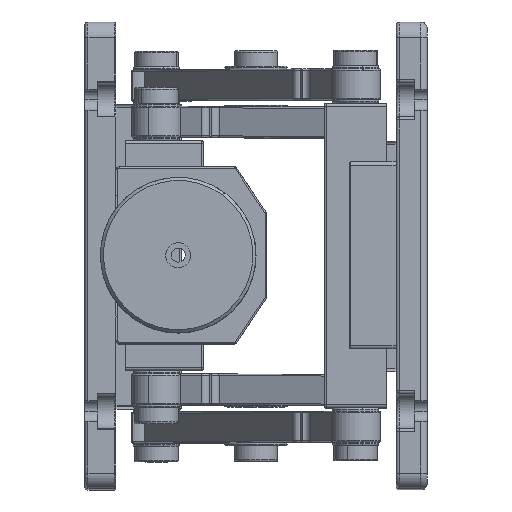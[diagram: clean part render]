
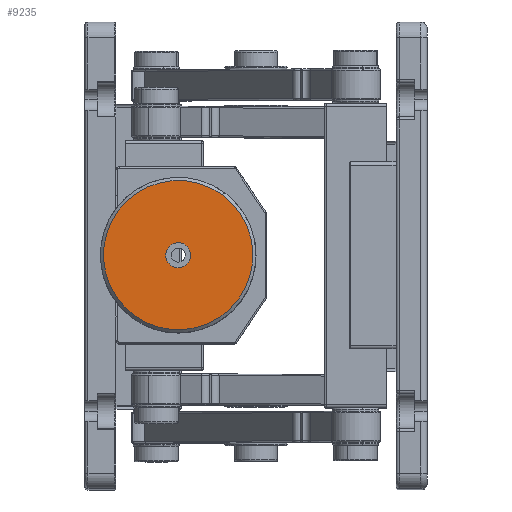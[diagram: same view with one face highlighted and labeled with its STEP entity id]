
A CAD part, top view. The second image highlights one B-rep face of the part: STEP entity #9235.
In plain terms, the highlighted planar face has unit normal (0, 0, 1).
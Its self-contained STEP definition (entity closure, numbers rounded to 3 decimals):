
#1644 = DIRECTION ( 'NONE',  ( 0., 0., 1. ) ) ;
#3937 = CARTESIAN_POINT ( 'NONE',  ( -80., 0., 159. ) ) ;
#8424 = DIRECTION ( 'NONE',  ( -0.588, -0.809, 0. ) ) ;
#9235 = ADVANCED_FACE ( 'NONE', ( #36669, #25350 ), #51729, .F. ) ;
#9816 = DIRECTION ( 'NONE',  ( -0.588, -0.809, 0. ) ) ;
#11162 = VERTEX_POINT ( 'NONE', #44124 ) ;
#12234 = DIRECTION ( 'NONE',  ( 0., 0., 1. ) ) ;
#13161 = EDGE_LOOP ( 'NONE', ( #52497, #50002 ) ) ;
#14906 = VERTEX_POINT ( 'NONE', #52906 ) ;
#16029 = CIRCLE ( 'NONE', #22762, 24. ) ;
#17024 = DIRECTION ( 'NONE',  ( 0.588, 0.809, 0. ) ) ;
#17719 = CARTESIAN_POINT ( 'NONE',  ( -80.405, 0.294, 159. ) ) ;
#20704 = EDGE_CURVE ( 'NONE', #11162, #14906, #50306, .T. ) ;
#21107 = CARTESIAN_POINT ( 'NONE',  ( -80., 0., 159. ) ) ;
#22185 = CARTESIAN_POINT ( 'NONE',  ( -65.893, 19.416, 159. ) ) ;
#22666 = EDGE_CURVE ( 'NONE', #40934, #25376, #52087, .T. ) ;
#22762 = AXIS2_PLACEMENT_3D ( 'NONE', #43500, #1644, #31380 ) ;
#22980 = CARTESIAN_POINT ( 'NONE',  ( -80., 0., 159. ) ) ;
#23963 = CIRCLE ( 'NONE', #43197, 4. ) ;
#24115 = AXIS2_PLACEMENT_3D ( 'NONE', #17719, #43766, #8424 ) ;
#25350 = FACE_OUTER_BOUND ( 'NONE', #13161, .T. ) ;
#25376 = VERTEX_POINT ( 'NONE', #22185 ) ;
#31380 = DIRECTION ( 'NONE',  ( -0.588, -0.809, 0. ) ) ;
#33714 = DIRECTION ( 'NONE',  ( 0., 0., 1. ) ) ;
#34453 = ORIENTED_EDGE ( 'NONE', *, *, #54328, .F. ) ;
#35963 = AXIS2_PLACEMENT_3D ( 'NONE', #21107, #12234, #17024 ) ;
#36050 = AXIS2_PLACEMENT_3D ( 'NONE', #22980, #39358, #9816 ) ;
#36669 = FACE_BOUND ( 'NONE', #49152, .T. ) ;
#39358 = DIRECTION ( 'NONE',  ( 0., 0., 1. ) ) ;
#40934 = VERTEX_POINT ( 'NONE', #47172 ) ;
#42622 = DIRECTION ( 'NONE',  ( 0.588, 0.809, 0. ) ) ;
#43197 = AXIS2_PLACEMENT_3D ( 'NONE', #3937, #33714, #42622 ) ;
#43500 = CARTESIAN_POINT ( 'NONE',  ( -80., 0., 159. ) ) ;
#43766 = DIRECTION ( 'NONE',  ( 0., 0., -1. ) ) ;
#44124 = CARTESIAN_POINT ( 'NONE',  ( -77.649, 3.236, 159. ) ) ;
#47172 = CARTESIAN_POINT ( 'NONE',  ( -94.107, -19.416, 159. ) ) ;
#47528 = EDGE_CURVE ( 'NONE', #25376, #40934, #16029, .T. ) ;
#47844 = ORIENTED_EDGE ( 'NONE', *, *, #20704, .F. ) ;
#49152 = EDGE_LOOP ( 'NONE', ( #47844, #34453 ) ) ;
#50002 = ORIENTED_EDGE ( 'NONE', *, *, #47528, .T. ) ;
#50306 = CIRCLE ( 'NONE', #35963, 4. ) ;
#51729 = PLANE ( 'NONE',  #24115 ) ;
#52087 = CIRCLE ( 'NONE', #36050, 24. ) ;
#52497 = ORIENTED_EDGE ( 'NONE', *, *, #22666, .T. ) ;
#52906 = CARTESIAN_POINT ( 'NONE',  ( -82.351, -3.236, 159. ) ) ;
#54328 = EDGE_CURVE ( 'NONE', #14906, #11162, #23963, .T. ) ;
